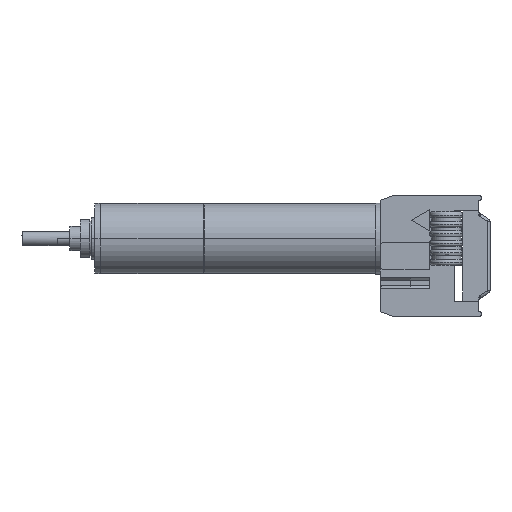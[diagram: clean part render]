
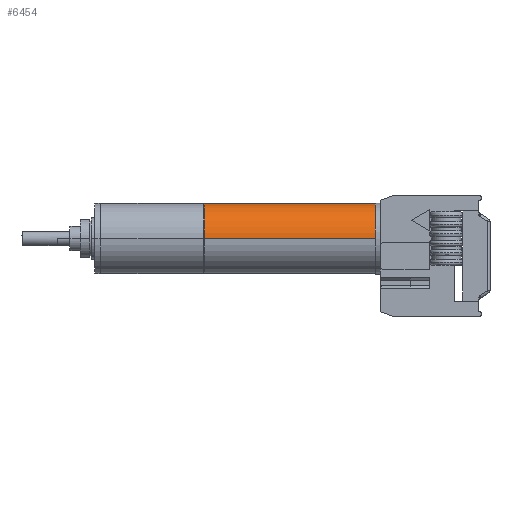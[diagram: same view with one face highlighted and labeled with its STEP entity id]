
A CAD part, front view. The second image highlights one B-rep face of the part: STEP entity #6454.
In plain terms, the highlighted cylindrical face has radius 5 mm (diameter 10 mm), a partial arc.
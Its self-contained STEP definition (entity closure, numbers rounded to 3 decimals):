
#1=CARTESIAN_POINT('',(28.1,0.,0.));
#2=DIRECTION('',(1.,0.,0.));
#3=DIRECTION('',(0.,1.,0.));
#4=AXIS2_PLACEMENT_3D('',#1,#2,#3);
#6=DIRECTION('',(-1.,0.,0.));
#7=VECTOR('',#6,24.28);
#8=CARTESIAN_POINT('',(28.1,5.,0.));
#9=LINE('',#8,#7);
#10=DIRECTION('',(1.,0.,0.));
#11=VECTOR('',#10,24.28);
#12=CARTESIAN_POINT('',(3.82,-5.,0.));
#13=LINE('',#12,#11);
#32=CARTESIAN_POINT('',(3.82,0.,0.));
#33=DIRECTION('',(1.,0.,0.));
#34=DIRECTION('',(0.,1.,0.));
#35=AXIS2_PLACEMENT_3D('',#32,#33,#34);
#6289=CARTESIAN_POINT('',(28.1,5.,0.));
#6290=CARTESIAN_POINT('',(28.1,-5.,0.));
#6291=VERTEX_POINT('',#6289);
#6292=VERTEX_POINT('',#6290);
#6347=CARTESIAN_POINT('',(3.82,5.,0.));
#6349=VERTEX_POINT('',#6347);
#6369=CARTESIAN_POINT('',(3.82,-5.,0.));
#6371=VERTEX_POINT('',#6369);
#6439=CARTESIAN_POINT('',(0.,0.,0.));
#6440=DIRECTION('',(1.,0.,0.));
#6441=DIRECTION('',(0.,-1.,0.));
#6442=AXIS2_PLACEMENT_3D('',#6439,#6440,#6441);
#6443=CYLINDRICAL_SURFACE('',#6442,5.);
#6445=ORIENTED_EDGE('',*,*,#6444,.F.);
#6447=ORIENTED_EDGE('',*,*,#6446,.F.);
#6449=ORIENTED_EDGE('',*,*,#6448,.F.);
#6451=ORIENTED_EDGE('',*,*,#6450,.T.);
#6452=EDGE_LOOP('',(#6445,#6447,#6449,#6451));
#6453=FACE_OUTER_BOUND('',#6452,.F.);
#6454=ADVANCED_FACE('',(#6453),#6443,.T.);
#5=CIRCLE('',#4,5.);
#36=CIRCLE('',#35,5.);
#6444=EDGE_CURVE('',#6371,#6292,#13,.T.);
#6446=EDGE_CURVE('',#6349,#6371,#36,.T.);
#6448=EDGE_CURVE('',#6291,#6349,#9,.T.);
#6450=EDGE_CURVE('',#6291,#6292,#5,.T.);
